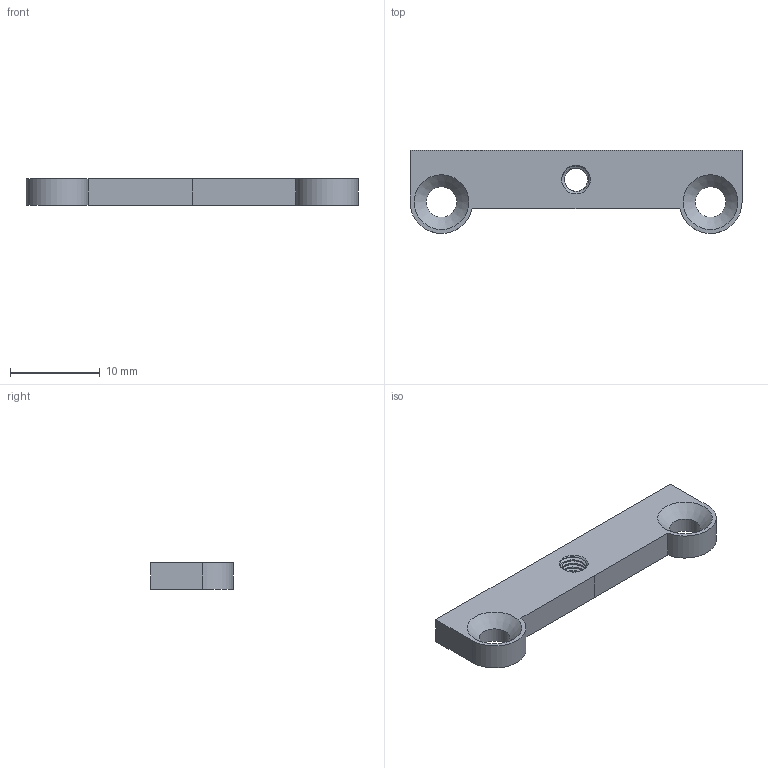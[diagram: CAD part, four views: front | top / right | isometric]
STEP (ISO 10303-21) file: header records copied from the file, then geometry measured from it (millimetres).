
FILE_DESCRIPTION(('FreeCAD Model'),'2;1');
FILE_NAME('Open CASCADE Shape Model','2023-06-29T12:51:36',(''),(''), 'Open CASCADE STEP processor 7.6','FreeCAD','Unknown');
FILE_SCHEMA(('AUTOMOTIVE_DESIGN { 1 0 10303 214 1 1 1 1 }'));
Length unit declared in the file: millimetre
Products named in the file (1): Hole091
Bounding box: 37 x 9.25 x 3 mm (x, y, z)
Volume: 707.6 mm3; surface area: 856.9 mm2
Topology: 1 solids, 1 shells, 43 faces, 97 edges, 56 vertices
Faces by surface type: bspline 21, cylinder 11, plane 8, cone 3
Full cylindrical faces by diameter (mm): 2.6 x5, 3.4 x2
Entity records: 6674 total; most frequent: CARTESIAN_POINT 4936, DIRECTION 223, ORIENTED_EDGE 194, PCURVE 194, DEFINITIONAL_REPRESENTATION 194, LINE 142, VECTOR 142, B_SPLINE_CURVE_WITH_KNOTS 124
